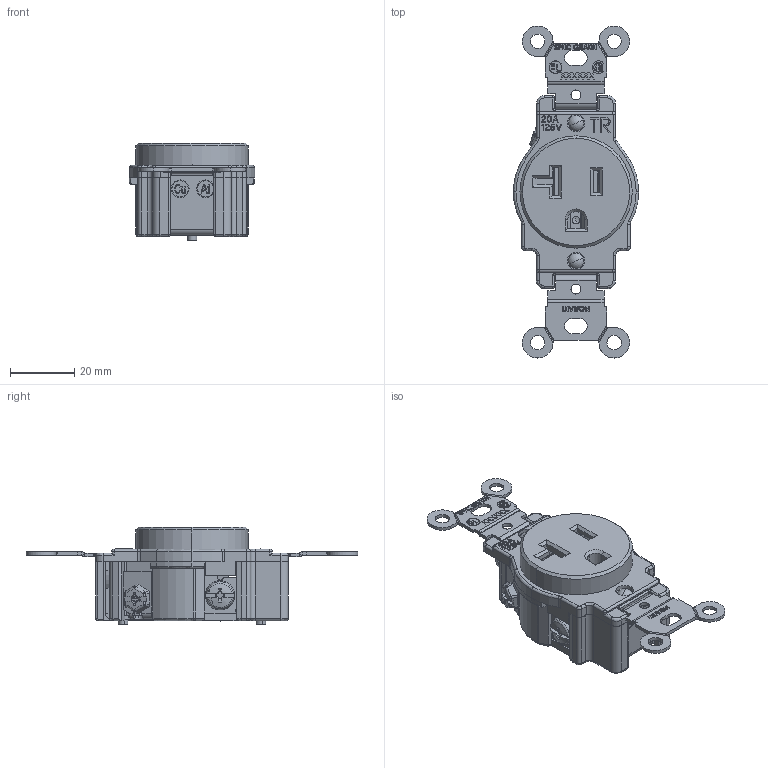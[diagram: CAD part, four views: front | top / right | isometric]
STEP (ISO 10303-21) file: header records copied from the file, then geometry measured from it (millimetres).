
FILE_DESCRIPTION (( 'STEP AP214' ), '1' );
FILE_NAME ('CATSTD-T5020-00W-M01.STEP', '2019-09-25T14:23:23', ( '' ), ( '' ), 'SwSTEP 2.0', 'SolidWorks 2017', '' );
FILE_SCHEMA (( 'AUTOMOTIVE_DESIGN' ));
Length unit declared in the file: inch
Products named in the file (1): CATSTD-T5020-00W-M01
Bounding box: 38.93 x 103.2 x 30.2 mm (x, y, z)
Surface area: 17148.3 mm2 (no closed solid volume)
Topology: 0 solids, 54 shells, 985 faces, 4620 edges, 3575 vertices
Faces by surface type: plane 609, cylinder 230, bspline 77, cone 36, torus 18, sphere 15
Entity records: 64360 total; most frequent: CARTESIAN_POINT 16080, ORIENTED_EDGE 6715, DIRECTION 6698, EDGE_CURVE 4619, VERTEX_POINT 3575, LINE 3394, VECTOR 3394, AXIS2_PLACEMENT_3D 1652
